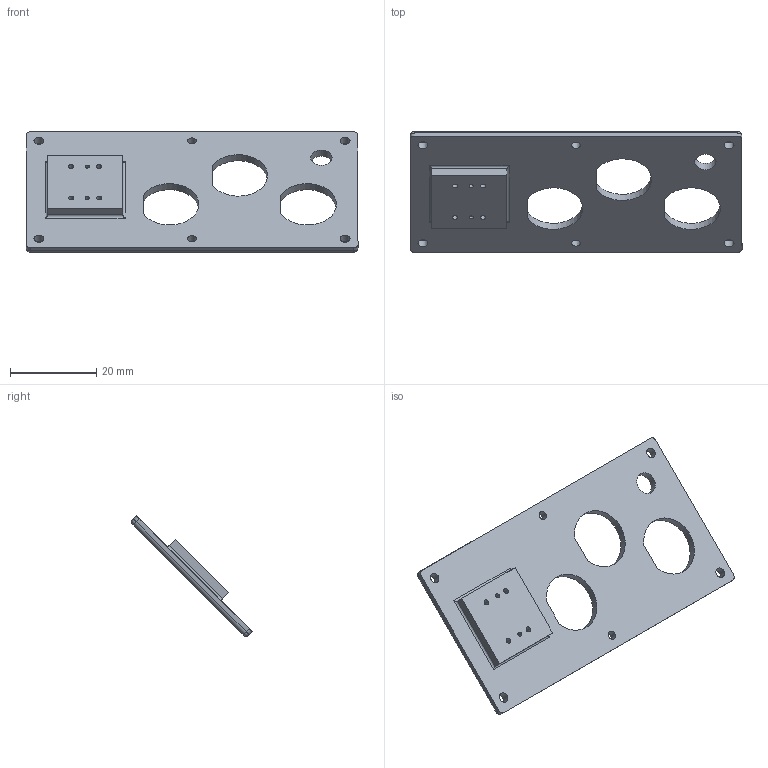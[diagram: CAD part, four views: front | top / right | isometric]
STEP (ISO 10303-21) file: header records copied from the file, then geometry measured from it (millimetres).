
FILE_DESCRIPTION (( 'STEP AP214' ), '1' );
FILE_NAME ('lid.STEP', '2024-09-29T17:21:55', ( '' ), ( '' ), 'SwSTEP 2.0', 'SolidWorks 2024', '' );
FILE_SCHEMA (( 'AUTOMOTIVE_DESIGN' ));
Length unit declared in the file: millimetre
Products named in the file (1): lid
Bounding box: 77.08 x 27.94 x 27.94 mm (x, y, z)
Volume: 5093.9 mm3; surface area: 5990.8 mm2
Topology: 1 solids, 1 shells, 55 faces, 141 edges, 86 vertices
Faces by surface type: cylinder 32, plane 19, sphere 4
Full cylindrical faces by diameter (mm): 1 x2, 1.2 x4, 2 x2, 2.3 x4, 5 x1
Entity records: 1617 total; most frequent: CARTESIAN_POINT 282, DIRECTION 272, ORIENTED_EDGE 240, EDGE_CURVE 120, AXIS2_PLACEMENT_3D 104, EDGE_LOOP 102, VERTEX_POINT 82, FACE_OUTER_BOUND 68
